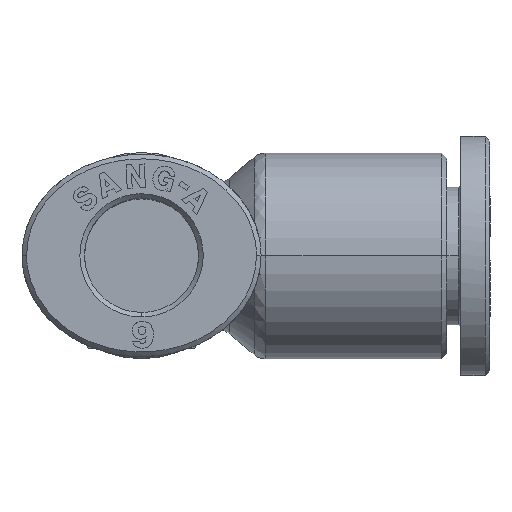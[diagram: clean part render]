
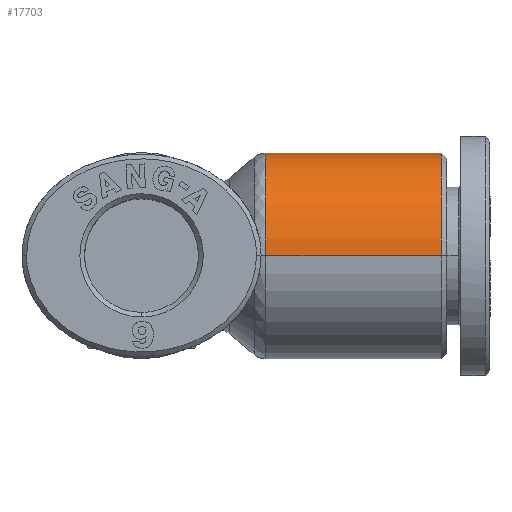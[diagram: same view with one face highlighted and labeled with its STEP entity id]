
A CAD part, top view. The second image highlights one B-rep face of the part: STEP entity #17703.
In plain terms, the highlighted cylindrical face has radius 5.6 mm (diameter 11.2 mm), a partial arc.
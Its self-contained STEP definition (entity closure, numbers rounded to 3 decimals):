
#313 = LINE ( 'NONE', #13655, #18472 ) ;
#1142 = VERTEX_POINT ( 'NONE', #8055 ) ;
#2714 = DIRECTION ( 'NONE',  ( 1., 0., 0. ) ) ;
#3045 = CYLINDRICAL_SURFACE ( 'NONE', #5686, 5.6 ) ;
#3266 = ORIENTED_EDGE ( 'NONE', *, *, #9232, .T. ) ;
#3552 = CARTESIAN_POINT ( 'NONE',  ( 1.265, 0., -5.6 ) ) ;
#4619 = FACE_OUTER_BOUND ( 'NONE', #12589, .T. ) ;
#5517 = ORIENTED_EDGE ( 'NONE', *, *, #10709, .F. ) ;
#5686 = AXIS2_PLACEMENT_3D ( 'NONE', #10593, #6216, #14890 ) ;
#5778 = CARTESIAN_POINT ( 'NONE',  ( 10.8, 0., 5.6 ) ) ;
#6216 = DIRECTION ( 'NONE',  ( 1., 0., 0. ) ) ;
#6315 = DIRECTION ( 'NONE',  ( 1., 0., 0. ) ) ;
#7019 = LINE ( 'NONE', #15850, #15072 ) ;
#8055 = CARTESIAN_POINT ( 'NONE',  ( 1.265, 0., 5.6 ) ) ;
#9232 = EDGE_CURVE ( 'NONE', #1142, #16660, #7019, .T. ) ;
#9888 = AXIS2_PLACEMENT_3D ( 'NONE', #18089, #10686, #16485 ) ;
#10151 = AXIS2_PLACEMENT_3D ( 'NONE', #17478, #17542, #13060 ) ;
#10593 = CARTESIAN_POINT ( 'NONE',  ( 5.2, 0., 0. ) ) ;
#10686 = DIRECTION ( 'NONE',  ( -1., 0., 0. ) ) ;
#10709 = EDGE_CURVE ( 'NONE', #17436, #16638, #313, .T. ) ;
#12589 = EDGE_LOOP ( 'NONE', ( #16173, #3266, #17301, #5517 ) ) ;
#13060 = DIRECTION ( 'NONE',  ( 0., 0., -1. ) ) ;
#13294 = CIRCLE ( 'NONE', #10151, 5.6 ) ;
#13655 = CARTESIAN_POINT ( 'NONE',  ( 5.2, 0., -5.6 ) ) ;
#14518 = CARTESIAN_POINT ( 'NONE',  ( 10.8, 0., -5.6 ) ) ;
#14890 = DIRECTION ( 'NONE',  ( 0., 0., -1. ) ) ;
#15072 = VECTOR ( 'NONE', #2714, 1000. ) ;
#15850 = CARTESIAN_POINT ( 'NONE',  ( 5.2, 0., 5.6 ) ) ;
#16173 = ORIENTED_EDGE ( 'NONE', *, *, #18630, .F. ) ;
#16485 = DIRECTION ( 'NONE',  ( 0., 0., -1. ) ) ;
#16638 = VERTEX_POINT ( 'NONE', #14518 ) ;
#16660 = VERTEX_POINT ( 'NONE', #5778 ) ;
#17301 = ORIENTED_EDGE ( 'NONE', *, *, #18258, .T. ) ;
#17436 = VERTEX_POINT ( 'NONE', #3552 ) ;
#17478 = CARTESIAN_POINT ( 'NONE',  ( 1.265, 0., 0. ) ) ;
#17542 = DIRECTION ( 'NONE',  ( -1., 0., 0. ) ) ;
#17703 = ADVANCED_FACE ( 'NONE', ( #4619 ), #3045, .T. ) ;
#18089 = CARTESIAN_POINT ( 'NONE',  ( 10.8, 0., 0. ) ) ;
#18258 = EDGE_CURVE ( 'NONE', #16660, #16638, #18614, .T. ) ;
#18472 = VECTOR ( 'NONE', #6315, 1000. ) ;
#18614 = CIRCLE ( 'NONE', #9888, 5.6 ) ;
#18630 = EDGE_CURVE ( 'NONE', #1142, #17436, #13294, .T. ) ;
